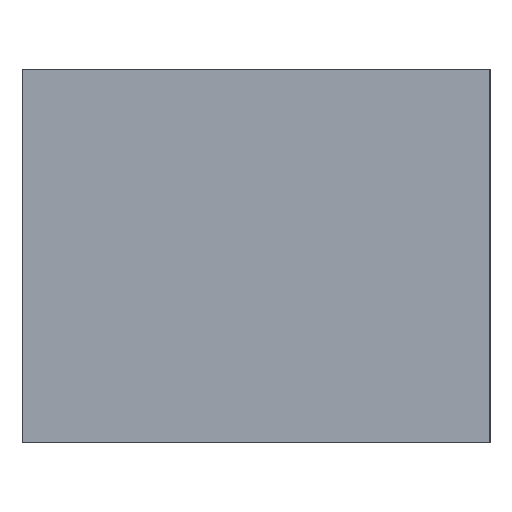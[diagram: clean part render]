
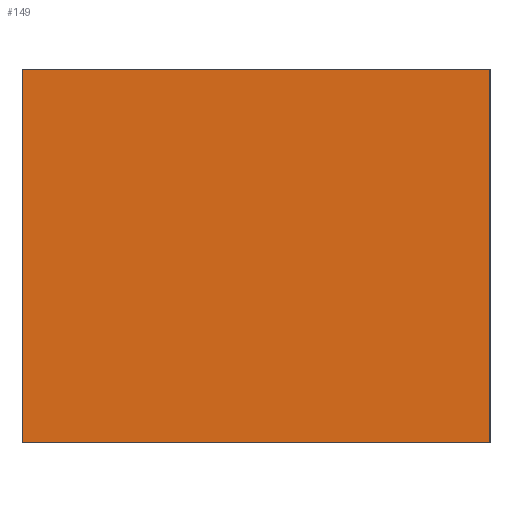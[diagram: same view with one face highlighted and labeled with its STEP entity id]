
A CAD part, top view. The second image highlights one B-rep face of the part: STEP entity #149.
In plain terms, the highlighted planar face has unit normal (0, 0, 1).
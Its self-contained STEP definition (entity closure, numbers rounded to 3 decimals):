
#129=AXIS2_PLACEMENT_3D('Plane Axis2P3D',#126,#127,#128) ;
#49=CARTESIAN_POINT('Vertex',(0.,0.,0.2)) ;
#52=CARTESIAN_POINT('Line Origine',(0.,12.7,0.2)) ;
#56=CARTESIAN_POINT('Vertex',(0.,25.4,0.2)) ;
#111=CARTESIAN_POINT('Vertex',(31.8,0.,0.2)) ;
#114=CARTESIAN_POINT('Line Origine',(15.9,0.,0.2)) ;
#126=CARTESIAN_POINT('Axis2P3D Location',(31.8,12.7,0.2)) ;
#131=CARTESIAN_POINT('Line Origine',(31.8,12.7,0.2)) ;
#135=CARTESIAN_POINT('Vertex',(31.8,25.4,0.2)) ;
#138=CARTESIAN_POINT('Line Origine',(15.9,25.4,0.2)) ;
#53=DIRECTION('Vector Direction',(0.,1.,0.)) ;
#115=DIRECTION('Vector Direction',(-1.,0.,0.)) ;
#127=DIRECTION('Axis2P3D Direction',(0.,0.,-1.)) ;
#128=DIRECTION('Axis2P3D XDirection',(-1.,0.,0.)) ;
#132=DIRECTION('Vector Direction',(0.,1.,0.)) ;
#139=DIRECTION('Vector Direction',(-1.,0.,0.)) ;
#54=VECTOR('Line Direction',#53,1.) ;
#116=VECTOR('Line Direction',#115,1.) ;
#133=VECTOR('Line Direction',#132,1.) ;
#140=VECTOR('Line Direction',#139,1.) ;
#144=ORIENTED_EDGE('',*,*,#58,.F.) ;
#145=ORIENTED_EDGE('',*,*,#118,.T.) ;
#146=ORIENTED_EDGE('',*,*,#137,.T.) ;
#147=ORIENTED_EDGE('',*,*,#142,.F.) ;
#149=ADVANCED_FACE('S3D - gedreht',(#148),#130,.F.) ;
#58=EDGE_CURVE('',#50,#57,#55,.T.) ;
#118=EDGE_CURVE('',#50,#112,#117,.F.) ;
#137=EDGE_CURVE('',#112,#136,#134,.T.) ;
#142=EDGE_CURVE('',#57,#136,#141,.F.) ;
#143=EDGE_LOOP('',(#144,#145,#146,#147)) ;
#148=FACE_OUTER_BOUND('',#143,.T.) ;
#55=LINE('Line',#52,#54) ;
#117=LINE('Line',#114,#116) ;
#134=LINE('Line',#131,#133) ;
#141=LINE('Line',#138,#140) ;
#130=PLANE('',#129) ;
#50=VERTEX_POINT('',#49) ;
#57=VERTEX_POINT('',#56) ;
#112=VERTEX_POINT('',#111) ;
#136=VERTEX_POINT('',#135) ;
